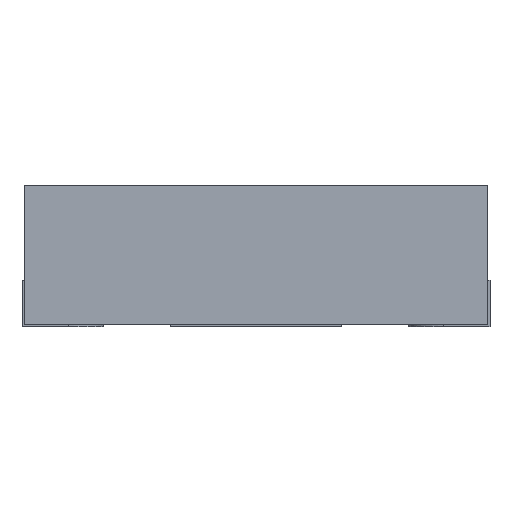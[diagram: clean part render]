
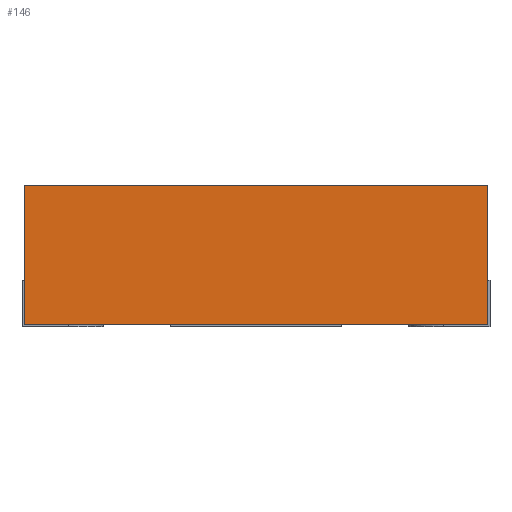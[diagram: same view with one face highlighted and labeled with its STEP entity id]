
A CAD part, left-side view. The second image highlights one B-rep face of the part: STEP entity #146.
In plain terms, the highlighted planar face has unit normal (-1, 0, 0).
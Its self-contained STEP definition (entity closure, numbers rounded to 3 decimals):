
#146 = ADVANCED_FACE ( 'NONE', ( #5626 ), #2716, .F. ) ;
#196 = EDGE_CURVE ( 'NONE', #6283, #3347, #4605, .T. ) ;
#640 = DIRECTION ( 'NONE',  ( 0., -1., 0. ) ) ;
#1044 = DIRECTION ( 'NONE',  ( 1., 0., 0. ) ) ;
#1055 = AXIS2_PLACEMENT_3D ( 'NONE', #2197, #1044, #7664 ) ;
#1070 = ORIENTED_EDGE ( 'NONE', *, *, #7669, .T. ) ;
#1167 = CARTESIAN_POINT ( 'NONE',  ( -0.991, -0.987, 2.21 ) ) ;
#1375 = CARTESIAN_POINT ( 'NONE',  ( -0.991, 1.013, 1.61 ) ) ;
#1489 = ORIENTED_EDGE ( 'NONE', *, *, #196, .F. ) ;
#1777 = LINE ( 'NONE', #1167, #4178 ) ;
#1866 = VERTEX_POINT ( 'NONE', #6373 ) ;
#2197 = CARTESIAN_POINT ( 'NONE',  ( -0.991, -0.987, 2.21 ) ) ;
#2228 = ORIENTED_EDGE ( 'NONE', *, *, #7029, .T. ) ;
#2374 = CARTESIAN_POINT ( 'NONE',  ( -0.991, 1.013, 2.21 ) ) ;
#2686 = ORIENTED_EDGE ( 'NONE', *, *, #2707, .F. ) ;
#2707 = EDGE_CURVE ( 'NONE', #1866, #6283, #1777, .T. ) ;
#2716 = PLANE ( 'NONE',  #1055 ) ;
#2960 = CARTESIAN_POINT ( 'NONE',  ( -0.991, -0.987, 1.61 ) ) ;
#2990 = CARTESIAN_POINT ( 'NONE',  ( -0.991, -0.987, 2.21 ) ) ;
#3347 = VERTEX_POINT ( 'NONE', #3639 ) ;
#3639 = CARTESIAN_POINT ( 'NONE',  ( -0.991, -0.987, 1.61 ) ) ;
#4124 = LINE ( 'NONE', #2374, #7188 ) ;
#4178 = VECTOR ( 'NONE', #6647, 1000. ) ;
#4473 = VERTEX_POINT ( 'NONE', #1375 ) ;
#4605 = LINE ( 'NONE', #7751, #6771 ) ;
#4806 = DIRECTION ( 'NONE',  ( 0., 0., -1. ) ) ;
#5223 = EDGE_LOOP ( 'NONE', ( #2228, #1489, #2686, #1070 ) ) ;
#5626 = FACE_OUTER_BOUND ( 'NONE', #5223, .T. ) ;
#6283 = VERTEX_POINT ( 'NONE', #2990 ) ;
#6373 = CARTESIAN_POINT ( 'NONE',  ( -0.991, 1.013, 2.21 ) ) ;
#6647 = DIRECTION ( 'NONE',  ( 0., -1., 0. ) ) ;
#6695 = LINE ( 'NONE', #2960, #7298 ) ;
#6771 = VECTOR ( 'NONE', #7146, 1000. ) ;
#7029 = EDGE_CURVE ( 'NONE', #4473, #3347, #6695, .T. ) ;
#7146 = DIRECTION ( 'NONE',  ( 0., 0., -1. ) ) ;
#7188 = VECTOR ( 'NONE', #4806, 1000. ) ;
#7298 = VECTOR ( 'NONE', #640, 1000. ) ;
#7664 = DIRECTION ( 'NONE',  ( 0., -1., 0. ) ) ;
#7669 = EDGE_CURVE ( 'NONE', #1866, #4473, #4124, .T. ) ;
#7751 = CARTESIAN_POINT ( 'NONE',  ( -0.991, -0.987, 2.21 ) ) ;
